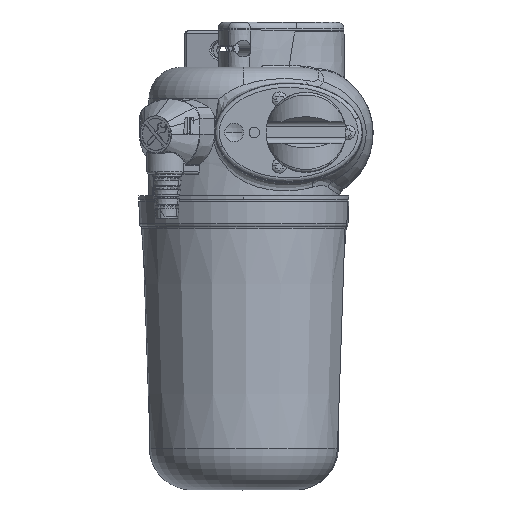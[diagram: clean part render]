
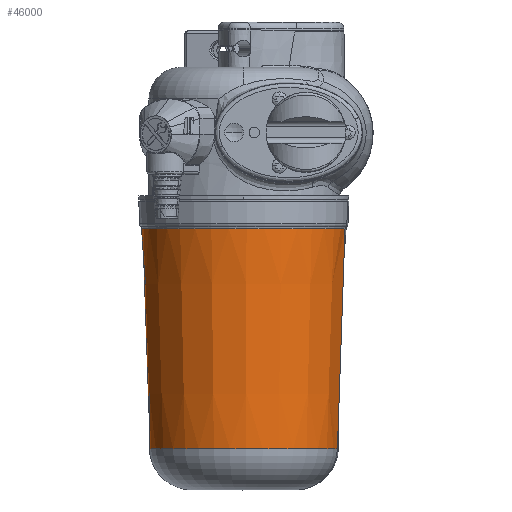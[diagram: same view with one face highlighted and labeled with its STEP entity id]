
A CAD part, top view. The second image highlights one B-rep face of the part: STEP entity #46000.
In plain terms, the highlighted conical face has half-angle 2 degrees and reference radius 35.559 mm.
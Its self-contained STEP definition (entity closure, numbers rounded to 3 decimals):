
#1560 = EDGE_CURVE ( 'NONE', #40103, #37354, #37539, .T. ) ;
#2659 = CARTESIAN_POINT ( 'NONE',  ( 35.404, -94.061, 5.47 ) ) ;
#2660 = DIRECTION ( 'NONE',  ( 0.035, 0.999, 0.005 ) ) ;
#3800 = CARTESIAN_POINT ( 'NONE',  ( 0.235, -11.382, 0.218 ) ) ;
#3801 = DIRECTION ( 'NONE',  ( 0., 1., 0. ) ) ;
#3802 = DIRECTION ( 'NONE',  ( 0.989, 0., 0.148 ) ) ;
#6100 = AXIS2_PLACEMENT_3D ( 'NONE', #42363, #42361, #42346 ) ;
#6281 = AXIS2_PLACEMENT_3D ( 'NONE', #3800, #3801, #3802 ) ;
#10155 = LINE ( 'NONE', #33821, #10250 ) ;
#10250 = VECTOR ( 'NONE', #33790, 1000. ) ;
#12240 = DIRECTION ( 'NONE',  ( 0., 1., 0. ) ) ;
#12247 = DIRECTION ( 'NONE',  ( 0.989, 0., 0.148 ) ) ;
#12586 = CARTESIAN_POINT ( 'NONE',  ( 0.235, -94.061, 0.218 ) ) ;
#16644 = AXIS2_PLACEMENT_3D ( 'NONE', #12586, #12240, #12247 ) ;
#17213 = FACE_OUTER_BOUND ( 'NONE', #27011, .T. ) ;
#18217 = CIRCLE ( 'NONE', #6281, 38.446 ) ;
#18312 = CONICAL_SURFACE ( 'NONE', #6100, 35.559, 0.035 ) ;
#18658 = CARTESIAN_POINT ( 'NONE',  ( 35.404, -94.061, 5.47 ) ) ;
#19228 = CARTESIAN_POINT ( 'NONE',  ( -37.789, -11.382, -5.461 ) ) ;
#19231 = CARTESIAN_POINT ( 'NONE',  ( 38.26, -11.382, 5.897 ) ) ;
#27011 = EDGE_LOOP ( 'NONE', ( #28508, #28083, #28201, #28506 ) ) ;
#28083 = ORIENTED_EDGE ( 'NONE', *, *, #1560, .T. ) ;
#28201 = ORIENTED_EDGE ( 'NONE', *, *, #29481, .T. ) ;
#28506 = ORIENTED_EDGE ( 'NONE', *, *, #32209, .F. ) ;
#28508 = ORIENTED_EDGE ( 'NONE', *, *, #30420, .F. ) ;
#29481 = EDGE_CURVE ( 'NONE', #37354, #39327, #42897, .T. ) ;
#30420 = EDGE_CURVE ( 'NONE', #40103, #39313, #10155, .T. ) ;
#32209 = EDGE_CURVE ( 'NONE', #39313, #39327, #18217, .T. ) ;
#33790 = DIRECTION ( 'NONE',  ( -0.035, 0.999, -0.005 ) ) ;
#33821 = CARTESIAN_POINT ( 'NONE',  ( -34.933, -94.061, -5.035 ) ) ;
#37354 = VERTEX_POINT ( 'NONE', #18658 ) ;
#37539 = CIRCLE ( 'NONE', #16644, 35.559 ) ;
#39313 = VERTEX_POINT ( 'NONE', #19228 ) ;
#39327 = VERTEX_POINT ( 'NONE', #19231 ) ;
#40103 = VERTEX_POINT ( 'NONE', #44017 ) ;
#42346 = DIRECTION ( 'NONE',  ( 0.989, 0., 0.148 ) ) ;
#42361 = DIRECTION ( 'NONE',  ( 0., 1., 0. ) ) ;
#42363 = CARTESIAN_POINT ( 'NONE',  ( 0.235, -94.061, 0.218 ) ) ;
#42867 = VECTOR ( 'NONE', #2660, 1000. ) ;
#42897 = LINE ( 'NONE', #2659, #42867 ) ;
#44017 = CARTESIAN_POINT ( 'NONE',  ( -34.933, -94.061, -5.035 ) ) ;
#46000 = ADVANCED_FACE ( 'NONE', ( #17213 ), #18312, .T. ) ;
